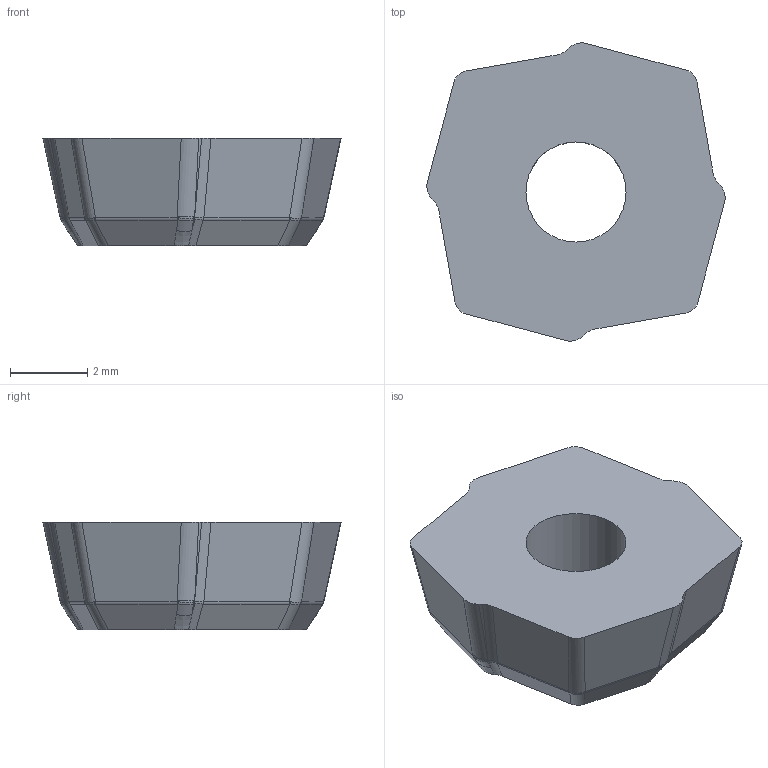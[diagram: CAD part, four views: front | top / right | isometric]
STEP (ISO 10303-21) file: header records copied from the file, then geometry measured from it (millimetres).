
FILE_DESCRIPTION(/* description */ (''),/* implementation_level */ '2;1');
FILE_NAME(/* name */ '61358309_cgr_000~00_214.stp',/* time_stamp */ '2020-03-27T14:14:55+06:00',/* author */ (''),/* organization */ (''),/* preprocessor_version */ 'ST-DEVELOPER v16.7',/* originating_system */ 'SIEMENS PLM Software NX 12.0',/* authorisation */ '');
FILE_SCHEMA (('AUTOMOTIVE_DESIGN { 1 0 10303 214 3 1 1 1 }'));
Length unit declared in the file: millimetre
Products named in the file (1): 61358309_cgr_000~00
Bounding box: 7.74 x 7.74 x 2.8 mm (x, y, z)
Volume: 96.2 mm3; surface area: 156.4 mm2
Topology: 1 solids, 1 shells, 103 faces, 276 edges, 199 vertices
Faces by surface type: bspline 44, cylinder 33, plane 26
Full cylindrical faces by diameter (mm): 2.6 x1
Entity records: 3718 total; most frequent: CARTESIAN_POINT 1170, DIRECTION 520, ORIENTED_EDGE 500, EDGE_CURVE 250, AXIS2_PLACEMENT_3D 212, VERTEX_POINT 150, EDGE_LOOP 106, ADVANCED_FACE 103
